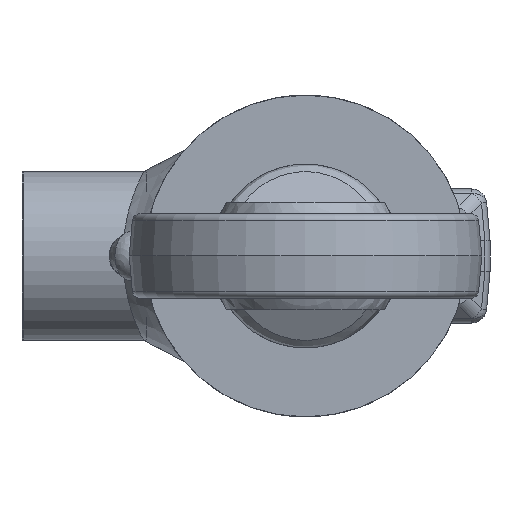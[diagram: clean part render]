
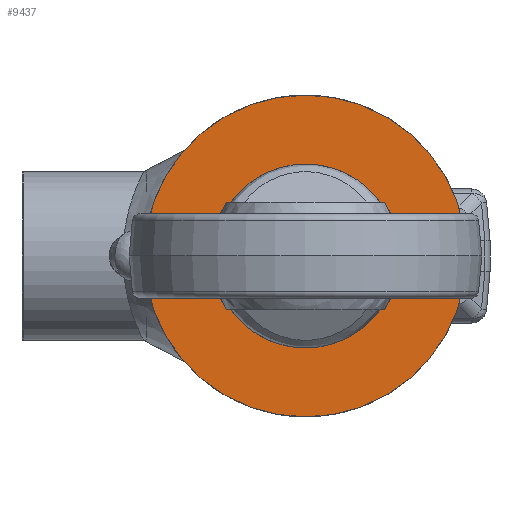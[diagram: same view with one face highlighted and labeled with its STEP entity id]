
A CAD part, left-side view. The second image highlights one B-rep face of the part: STEP entity #9437.
In plain terms, the highlighted planar face has unit normal (-1, 0, 0).
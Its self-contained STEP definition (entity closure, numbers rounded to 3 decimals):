
#508=PLANE('',#10594);
#888=CIRCLE('',#10558,10.);
#908=CIRCLE('',#10592,21.);
#2675=FACE_BOUND('',#3792,.T.);
#3186=FACE_OUTER_BOUND('',#3791,.T.);
#3791=EDGE_LOOP('',(#8603));
#3792=EDGE_LOOP('',(#8604));
#4728=VERTEX_POINT('',#18312);
#4748=VERTEX_POINT('',#18376);
#6014=EDGE_CURVE('',#4728,#4728,#888,.T.);
#6044=EDGE_CURVE('',#4748,#4748,#908,.T.);
#8603=ORIENTED_EDGE('',*,*,#6044,.F.);
#8604=ORIENTED_EDGE('',*,*,#6014,.T.);
#9437=ADVANCED_FACE('',(#3186,#2675),#508,.F.);
#10558=AXIS2_PLACEMENT_3D('',#18314,#13038,#13039);
#10592=AXIS2_PLACEMENT_3D('',#18378,#13116,#13117);
#10594=AXIS2_PLACEMENT_3D('',#18380,#13120,#13121);
#13038=DIRECTION('center_axis',(1.,0.,0.));
#13039=DIRECTION('ref_axis',(0.,0.,-1.));
#13116=DIRECTION('center_axis',(1.,0.,0.));
#13117=DIRECTION('ref_axis',(0.,1.,0.));
#13120=DIRECTION('center_axis',(1.,0.,0.));
#13121=DIRECTION('ref_axis',(0.,0.,-1.));
#18312=CARTESIAN_POINT('',(0.,0.,10.));
#18314=CARTESIAN_POINT('Origin',(0.,0.,0.));
#18376=CARTESIAN_POINT('',(0.,-21.,0.));
#18378=CARTESIAN_POINT('Origin',(0.,0.,0.));
#18380=CARTESIAN_POINT('Origin',(0.,0.,0.));
